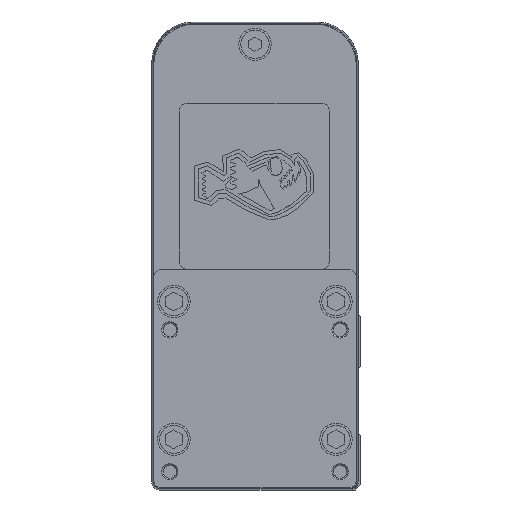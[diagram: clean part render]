
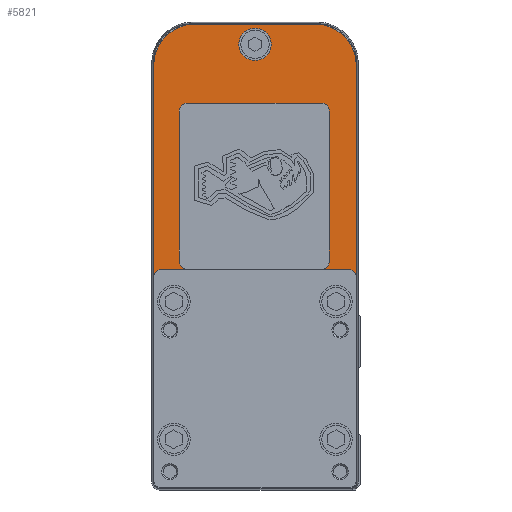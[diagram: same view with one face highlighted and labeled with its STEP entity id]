
A CAD part, left-side view. The second image highlights one B-rep face of the part: STEP entity #5821.
In plain terms, the highlighted planar face has unit normal (-1, 0, 0).
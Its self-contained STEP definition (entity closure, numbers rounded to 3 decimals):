
#562 = EDGE_CURVE ( 'NONE', #4667, #17784, #15770, .T. ) ;
#758 = CARTESIAN_POINT ( 'NONE',  ( -45., -9., 23. ) ) ;
#777 = AXIS2_PLACEMENT_3D ( 'NONE', #3325, #11490, #21763 ) ;
#1623 = CARTESIAN_POINT ( 'NONE',  ( -45., -7., 23. ) ) ;
#3274 = DIRECTION ( 'NONE',  ( 0., 1., 0. ) ) ;
#3325 = CARTESIAN_POINT ( 'NONE',  ( -45., -7., -23. ) ) ;
#3402 = VERTEX_POINT ( 'NONE', #758 ) ;
#3432 = CARTESIAN_POINT ( 'NONE',  ( -45., -7., 25. ) ) ;
#3731 = DIRECTION ( 'NONE',  ( -1., 0., 0. ) ) ;
#3752 = EDGE_CURVE ( 'NONE', #6342, #26017, #6376, .T. ) ;
#3886 = DIRECTION ( 'NONE',  ( 0., 1., 0. ) ) ;
#3950 = ORIENTED_EDGE ( 'NONE', *, *, #3752, .F. ) ;
#3963 = CIRCLE ( 'NONE', #21455, 4. ) ;
#4142 = DIRECTION ( 'NONE',  ( 1., 0., 0. ) ) ;
#4235 = ORIENTED_EDGE ( 'NONE', *, *, #17899, .F. ) ;
#4507 = CARTESIAN_POINT ( 'NONE',  ( -45., -9., -23. ) ) ;
#4667 = VERTEX_POINT ( 'NONE', #18052 ) ;
#4849 = VERTEX_POINT ( 'NONE', #14306 ) ;
#5323 = DIRECTION ( 'NONE',  ( 0., 0., -1. ) ) ;
#5667 = VECTOR ( 'NONE', #11588, 1000. ) ;
#5743 = AXIS2_PLACEMENT_3D ( 'NONE', #1623, #15810, #3886 ) ;
#5821 = ADVANCED_FACE ( 'NONE', ( #17938, #23687 ), #11649, .F. ) ;
#5835 = VERTEX_POINT ( 'NONE', #15547 ) ;
#5846 = CARTESIAN_POINT ( 'NONE',  ( -45., -9., -23. ) ) ;
#6021 = VECTOR ( 'NONE', #3274, 1000. ) ;
#6280 = DIRECTION ( 'NONE',  ( 0., 0., -1. ) ) ;
#6342 = VERTEX_POINT ( 'NONE', #23793 ) ;
#6376 = CIRCLE ( 'NONE', #11716, 4. ) ;
#6675 = DIRECTION ( 'NONE',  ( -1., 0., 0. ) ) ;
#7066 = EDGE_CURVE ( 'NONE', #21041, #5835, #15724, .T. ) ;
#7285 = CARTESIAN_POINT ( 'NONE',  ( -45., -59.25, -25. ) ) ;
#7797 = ORIENTED_EDGE ( 'NONE', *, *, #22912, .F. ) ;
#8632 = ORIENTED_EDGE ( 'NONE', *, *, #562, .F. ) ;
#8832 = CARTESIAN_POINT ( 'NONE',  ( -45., -69.5, -14.75 ) ) ;
#8931 = LINE ( 'NONE', #4507, #19513 ) ;
#9297 = AXIS2_PLACEMENT_3D ( 'NONE', #11331, #22980, #18718 ) ;
#9366 = CARTESIAN_POINT ( 'NONE',  ( -45., -64.5, 0. ) ) ;
#9904 = EDGE_CURVE ( 'NONE', #22657, #3402, #25952, .T. ) ;
#10030 = CARTESIAN_POINT ( 'NONE',  ( -45., -59.25, 14.75 ) ) ;
#10524 = DIRECTION ( 'NONE',  ( 1., 0., 0. ) ) ;
#10648 = CIRCLE ( 'NONE', #21312, 10.25 ) ;
#11331 = CARTESIAN_POINT ( 'NONE',  ( -45., -7., 23. ) ) ;
#11490 = DIRECTION ( 'NONE',  ( 1., 0., 0. ) ) ;
#11588 = DIRECTION ( 'NONE',  ( 0., -1., 0. ) ) ;
#11649 = PLANE ( 'NONE',  #5743 ) ;
#11716 = AXIS2_PLACEMENT_3D ( 'NONE', #12950, #6675, #14836 ) ;
#12235 = ORIENTED_EDGE ( 'NONE', *, *, #13244, .F. ) ;
#12263 = EDGE_CURVE ( 'NONE', #19214, #5835, #15753, .T. ) ;
#12666 = DIRECTION ( 'NONE',  ( 0., 0., 1. ) ) ;
#12930 = EDGE_LOOP ( 'NONE', ( #16402, #7797, #13749, #14455, #19450, #8632, #12235, #14300 ) ) ;
#12950 = CARTESIAN_POINT ( 'NONE',  ( -45., -64.5, 0. ) ) ;
#13244 = EDGE_CURVE ( 'NONE', #4849, #4667, #10648, .T. ) ;
#13749 = ORIENTED_EDGE ( 'NONE', *, *, #12263, .T. ) ;
#13853 = LINE ( 'NONE', #3432, #5667 ) ;
#14300 = ORIENTED_EDGE ( 'NONE', *, *, #15680, .F. ) ;
#14306 = CARTESIAN_POINT ( 'NONE',  ( -45., -59.25, 25. ) ) ;
#14455 = ORIENTED_EDGE ( 'NONE', *, *, #7066, .F. ) ;
#14600 = AXIS2_PLACEMENT_3D ( 'NONE', #25363, #10524, #25228 ) ;
#14836 = DIRECTION ( 'NONE',  ( 0., 0., -1. ) ) ;
#14882 = EDGE_CURVE ( 'NONE', #17784, #21041, #15484, .T. ) ;
#15484 = CIRCLE ( 'NONE', #14600, 10.25 ) ;
#15547 = CARTESIAN_POINT ( 'NONE',  ( -45., -7., -25. ) ) ;
#15680 = EDGE_CURVE ( 'NONE', #22657, #4849, #13853, .T. ) ;
#15724 = LINE ( 'NONE', #7285, #6021 ) ;
#15753 = CIRCLE ( 'NONE', #777, 2. ) ;
#15770 = LINE ( 'NONE', #25920, #21200 ) ;
#15810 = DIRECTION ( 'NONE',  ( 1., 0., 0. ) ) ;
#16402 = ORIENTED_EDGE ( 'NONE', *, *, #9904, .T. ) ;
#17784 = VERTEX_POINT ( 'NONE', #8832 ) ;
#17899 = EDGE_CURVE ( 'NONE', #26017, #6342, #3963, .T. ) ;
#17938 = FACE_OUTER_BOUND ( 'NONE', #12930, .T. ) ;
#17955 = CARTESIAN_POINT ( 'NONE',  ( -45., -7., 25. ) ) ;
#18052 = CARTESIAN_POINT ( 'NONE',  ( -45., -69.5, 14.75 ) ) ;
#18718 = DIRECTION ( 'NONE',  ( 0., 0., -1. ) ) ;
#19214 = VERTEX_POINT ( 'NONE', #5846 ) ;
#19450 = ORIENTED_EDGE ( 'NONE', *, *, #14882, .F. ) ;
#19513 = VECTOR ( 'NONE', #12666, 1000. ) ;
#20201 = EDGE_LOOP ( 'NONE', ( #4235, #3950 ) ) ;
#20504 = CARTESIAN_POINT ( 'NONE',  ( -45., -59.25, -25. ) ) ;
#20626 = CARTESIAN_POINT ( 'NONE',  ( -45., -64.5, -4. ) ) ;
#21041 = VERTEX_POINT ( 'NONE', #20504 ) ;
#21200 = VECTOR ( 'NONE', #5323, 1000. ) ;
#21312 = AXIS2_PLACEMENT_3D ( 'NONE', #10030, #4142, #6280 ) ;
#21455 = AXIS2_PLACEMENT_3D ( 'NONE', #9366, #3731, #23925 ) ;
#21763 = DIRECTION ( 'NONE',  ( 0., 0., -1. ) ) ;
#22657 = VERTEX_POINT ( 'NONE', #17955 ) ;
#22912 = EDGE_CURVE ( 'NONE', #19214, #3402, #8931, .T. ) ;
#22980 = DIRECTION ( 'NONE',  ( 1., 0., 0. ) ) ;
#23687 = FACE_BOUND ( 'NONE', #20201, .T. ) ;
#23793 = CARTESIAN_POINT ( 'NONE',  ( -45., -64.5, 4. ) ) ;
#23925 = DIRECTION ( 'NONE',  ( 0., 0., -1. ) ) ;
#25228 = DIRECTION ( 'NONE',  ( 0., 0., -1. ) ) ;
#25363 = CARTESIAN_POINT ( 'NONE',  ( -45., -59.25, -14.75 ) ) ;
#25920 = CARTESIAN_POINT ( 'NONE',  ( -45., -69.5, 14.75 ) ) ;
#25952 = CIRCLE ( 'NONE', #9297, 2. ) ;
#26017 = VERTEX_POINT ( 'NONE', #20626 ) ;
